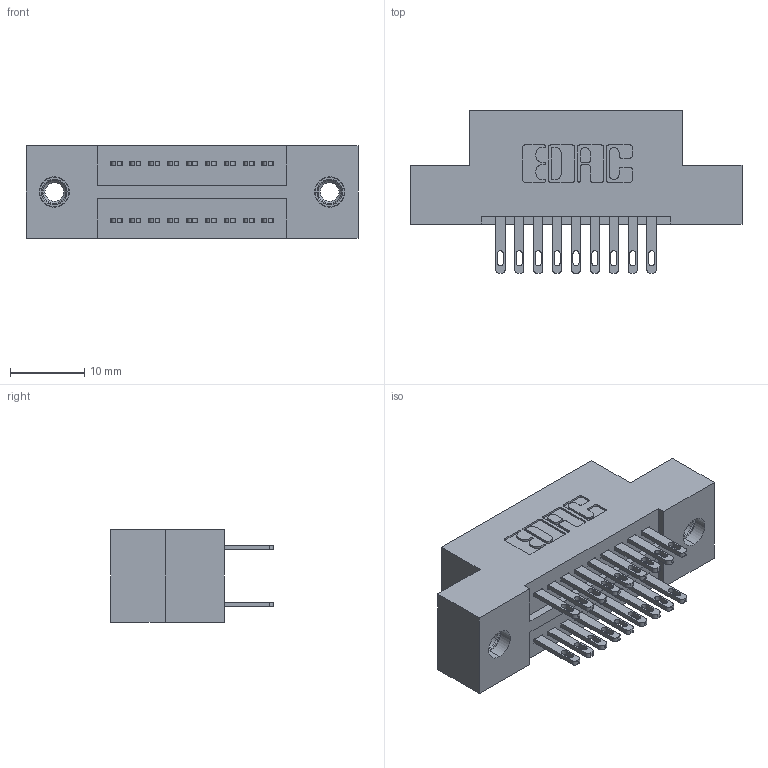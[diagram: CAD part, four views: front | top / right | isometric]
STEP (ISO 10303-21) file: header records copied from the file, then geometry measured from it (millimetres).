
FILE_DESCRIPTION (( 'STEP AP203' ), '1' );
FILE_NAME ('325-018-500-207.STEP', '2020-02-24T16:34:31', ( '' ), ( '' ), 'SwSTEP 2.0', 'SolidWorks 2016', '' );
FILE_SCHEMA (( 'CONFIG_CONTROL_DESIGN' ));
Length unit declared in the file: inch
Products named in the file (4): 325 Part_TI; 325-292-001_325-293-100; 325-018-500-207; 345-250-001_345-250-005-103
Assembly tree (21 placements, depth 2):
  325-018-500-207
    325 Part_TI
    325-292-001_325-293-100  x18
    345-250-001_345-250-005-103  x2
Bounding box: 44.58 x 21.84 x 12.45 mm (x, y, z)
Volume: 5500 mm3; surface area: 6089 mm2
Topology: 21 solids, 21 shells, 1038 faces, 3093 edges, 2054 vertices
Faces by surface type: plane 642, cylinder 380, cone 12, torus 4
Entity records: 11174 total; most frequent: CARTESIAN_POINT 1873, ORIENTED_EDGE 1802, DIRECTION 1691, EDGE_CURVE 901, VECTOR 749, LINE 749, VERTEX_POINT 596, AXIS2_PLACEMENT_3D 471
